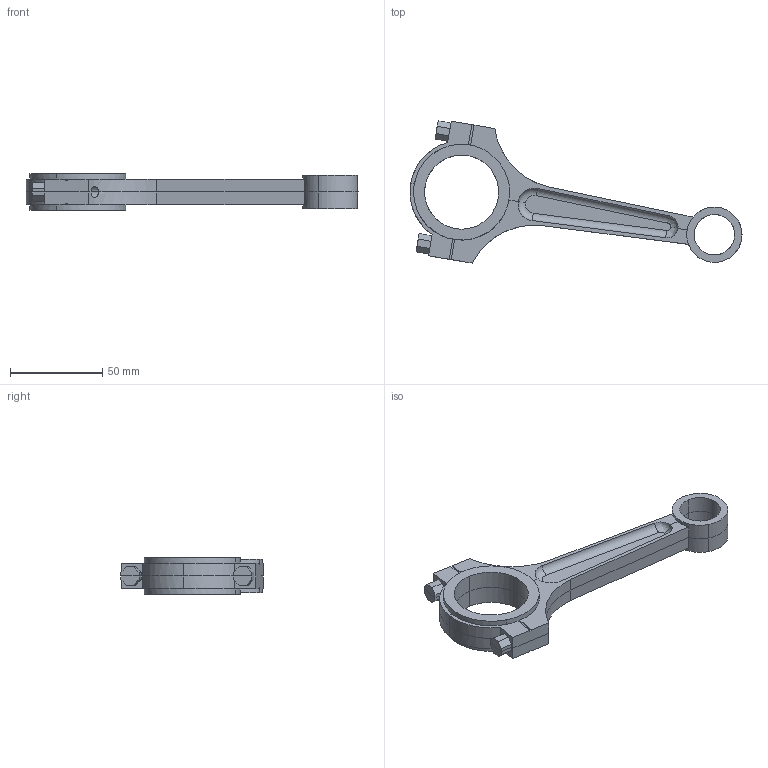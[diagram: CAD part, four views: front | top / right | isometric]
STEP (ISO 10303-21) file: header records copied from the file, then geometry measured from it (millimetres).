
FILE_DESCRIPTION(('produced by SPATIAL CORP'),'2;1');
FILE_NAME('Part63.hh.sat.stp', '2002-04-22T11:48:25+00:00',('SPATIAL CORP'),('SPATIAL CORP'), 'ACIS STEP Husk','http://www.spatial.com','SPATIAL CORP');
FILE_SCHEMA(('CONFIG_CONTROL_DESIGN'));
Length unit declared in the file: millimetre
Products named in the file (1): PRODUCT_ID_1
Bounding box: 180.07 x 77.14 x 20 mm (x, y, z)
Volume: 54240.4 mm3; surface area: 22150 mm2
Topology: 1 solids, 1 shells, 118 faces, 304 edges, 188 vertices
Faces by surface type: plane 66, cylinder 44, torus 4, bspline 4
Entity records: 3565 total; most frequent: CARTESIAN_POINT 906, ORIENTED_EDGE 608, DIRECTION 452, EDGE_CURVE 304, VERTEX_POINT 188, VECTOR 156, LINE 156, AXIS2_PLACEMENT_3D 148
